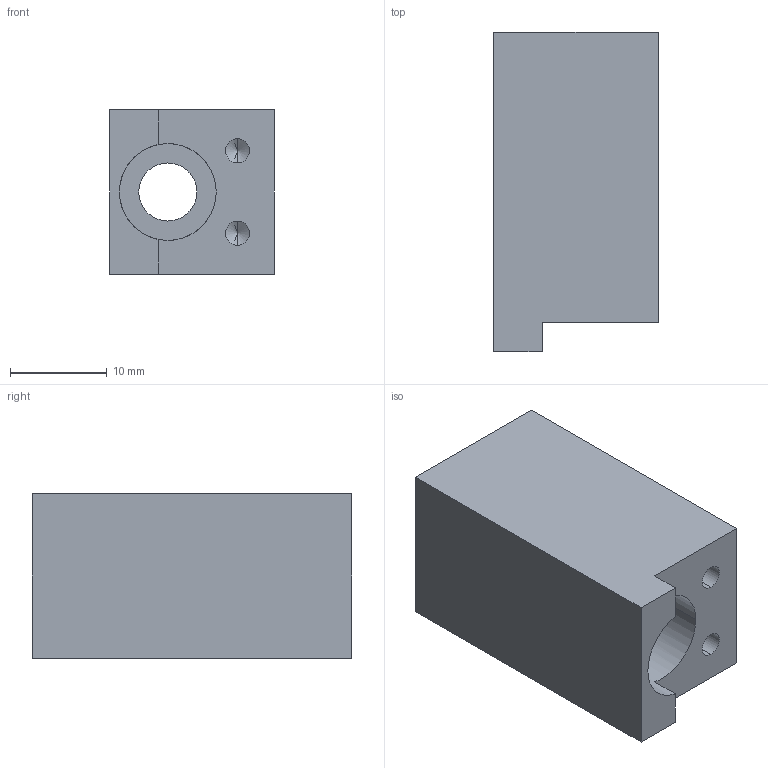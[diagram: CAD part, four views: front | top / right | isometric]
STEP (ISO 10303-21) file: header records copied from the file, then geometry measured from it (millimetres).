
FILE_DESCRIPTION (( 'STEP AP214' ), '1' );
FILE_NAME ('Cale 2 pour fibre optique v0.STEP', '2017-09-19T14:01:38', ( '' ), ( '' ), 'SwSTEP 2.0', 'SolidWorks 2016', '' );
FILE_SCHEMA (( 'AUTOMOTIVE_DESIGN' ));
Length unit declared in the file: millimetre
Products named in the file (1): Cale 2 pour fibre optique v0
Bounding box: 17 x 33 x 17 mm (x, y, z)
Volume: 7287.3 mm3; surface area: 3712.1 mm2
Topology: 1 solids, 1 shells, 22 faces, 56 edges, 34 vertices
Faces by surface type: plane 10, cylinder 8, cone 4
Entity records: 720 total; most frequent: DIRECTION 116, CARTESIAN_POINT 109, ORIENTED_EDGE 104, EDGE_CURVE 52, AXIS2_PLACEMENT_3D 41, LINE 34, VECTOR 34, VERTEX_POINT 34
